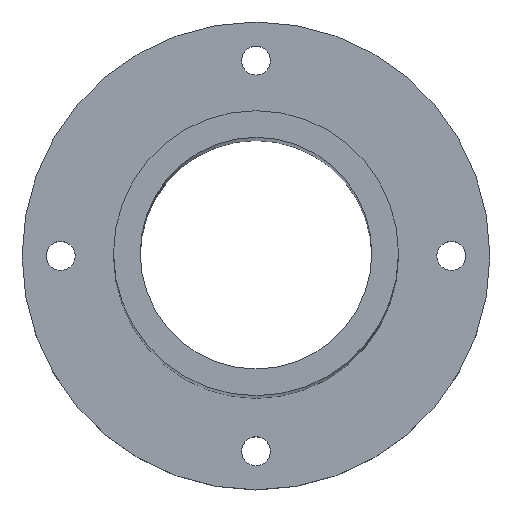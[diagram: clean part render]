
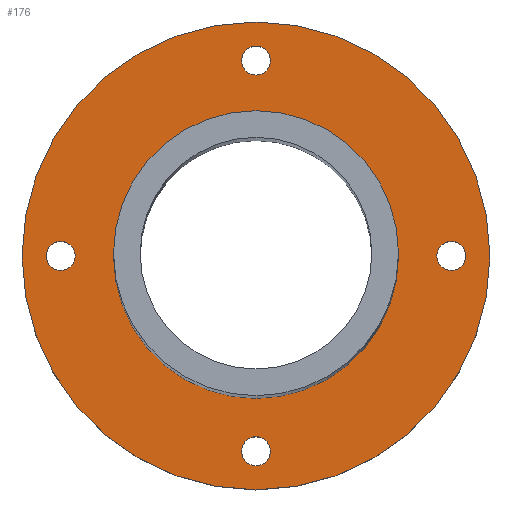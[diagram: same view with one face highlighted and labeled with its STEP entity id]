
A CAD part, top view. The second image highlights one B-rep face of the part: STEP entity #176.
In plain terms, the highlighted planar face has unit normal (0, 0, 1).
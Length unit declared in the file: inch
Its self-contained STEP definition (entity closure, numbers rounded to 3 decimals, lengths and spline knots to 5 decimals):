
#15=PLANE('',#206);
#24=FACE_BOUND('',#62,.T.);
#25=FACE_BOUND('',#63,.T.);
#26=FACE_BOUND('',#64,.T.);
#27=FACE_BOUND('',#65,.T.);
#28=FACE_BOUND('',#66,.T.);
#44=FACE_OUTER_BOUND('',#61,.T.);
#61=EDGE_LOOP('',(#141));
#62=EDGE_LOOP('',(#142));
#63=EDGE_LOOP('',(#143));
#64=EDGE_LOOP('',(#144));
#65=EDGE_LOOP('',(#145));
#66=EDGE_LOOP('',(#146));
#83=CIRCLE('',#192,0.031);
#85=CIRCLE('',#195,0.031);
#87=CIRCLE('',#198,0.031);
#89=CIRCLE('',#201,0.031);
#91=CIRCLE('',#204,0.3045);
#93=CIRCLE('',#207,0.5);
#99=VERTEX_POINT('',#279);
#101=VERTEX_POINT('',#284);
#103=VERTEX_POINT('',#289);
#105=VERTEX_POINT('',#294);
#107=VERTEX_POINT('',#299);
#109=VERTEX_POINT('',#304);
#115=EDGE_CURVE('',#99,#99,#83,.T.);
#117=EDGE_CURVE('',#101,#101,#85,.T.);
#119=EDGE_CURVE('',#103,#103,#87,.T.);
#121=EDGE_CURVE('',#105,#105,#89,.T.);
#123=EDGE_CURVE('',#107,#107,#91,.T.);
#125=EDGE_CURVE('',#109,#109,#93,.T.);
#141=ORIENTED_EDGE('',*,*,#125,.F.);
#142=ORIENTED_EDGE('',*,*,#115,.T.);
#143=ORIENTED_EDGE('',*,*,#117,.T.);
#144=ORIENTED_EDGE('',*,*,#119,.T.);
#145=ORIENTED_EDGE('',*,*,#121,.T.);
#146=ORIENTED_EDGE('',*,*,#123,.F.);
#176=ADVANCED_FACE('',(#44,#24,#25,#26,#27,#28),#15,.T.);
#192=AXIS2_PLACEMENT_3D('',#280,#223,#224);
#195=AXIS2_PLACEMENT_3D('',#285,#229,#230);
#198=AXIS2_PLACEMENT_3D('',#290,#235,#236);
#201=AXIS2_PLACEMENT_3D('',#295,#241,#242);
#204=AXIS2_PLACEMENT_3D('',#300,#247,#248);
#206=AXIS2_PLACEMENT_3D('',#303,#251,#252);
#207=AXIS2_PLACEMENT_3D('',#305,#253,#254);
#223=DIRECTION('center_axis',(0.,0.,-1.));
#224=DIRECTION('ref_axis',(-1.,0.,0.));
#229=DIRECTION('center_axis',(0.,0.,-1.));
#230=DIRECTION('ref_axis',(-1.,0.,0.));
#235=DIRECTION('center_axis',(0.,0.,-1.));
#236=DIRECTION('ref_axis',(-1.,0.,0.));
#241=DIRECTION('center_axis',(0.,0.,-1.));
#242=DIRECTION('ref_axis',(-1.,0.,0.));
#247=DIRECTION('center_axis',(0.,0.,1.));
#248=DIRECTION('ref_axis',(-1.,0.,0.));
#251=DIRECTION('center_axis',(0.,0.,1.));
#252=DIRECTION('ref_axis',(1.,0.,0.));
#253=DIRECTION('center_axis',(0.,0.,-1.));
#254=DIRECTION('ref_axis',(-1.,0.,0.));
#279=CARTESIAN_POINT('',(-0.3865,0.,0.56701));
#280=CARTESIAN_POINT('Origin',(-0.4175,0.,0.56701));
#284=CARTESIAN_POINT('',(0.031,0.4175,0.56701));
#285=CARTESIAN_POINT('Origin',(0.,0.4175,0.56701));
#289=CARTESIAN_POINT('',(0.4485,0.,0.56701));
#290=CARTESIAN_POINT('Origin',(0.4175,0.,0.56701));
#294=CARTESIAN_POINT('',(0.031,-0.4175,0.56701));
#295=CARTESIAN_POINT('Origin',(0.,-0.4175,0.56701));
#299=CARTESIAN_POINT('',(0.3045,0.,0.56701));
#300=CARTESIAN_POINT('Origin',(0.,0.,0.56701));
#303=CARTESIAN_POINT('Origin',(0.,0.,0.56701));
#304=CARTESIAN_POINT('',(0.5,0.,0.56701));
#305=CARTESIAN_POINT('Origin',(0.,0.,0.56701));
